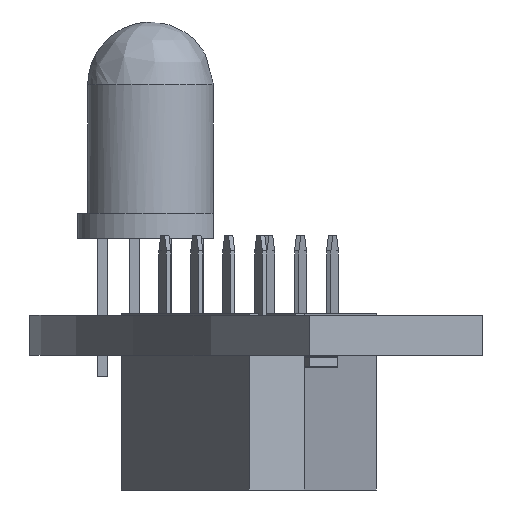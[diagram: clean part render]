
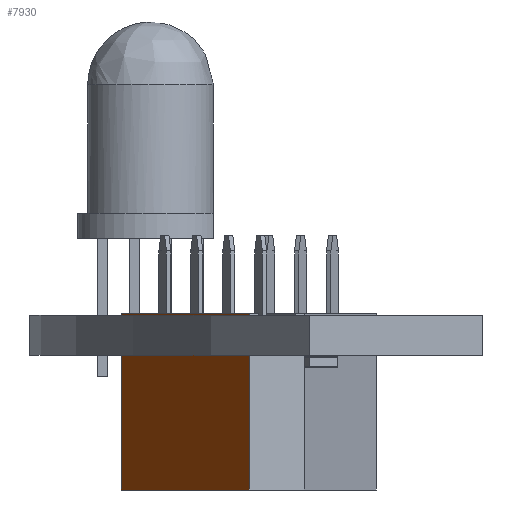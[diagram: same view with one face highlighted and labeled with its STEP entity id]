
A CAD part, left-side view. The second image highlights one B-rep face of the part: STEP entity #7930.
In plain terms, the highlighted free-form (B-spline) face has degree [1, 1] with [2, 2] control points.
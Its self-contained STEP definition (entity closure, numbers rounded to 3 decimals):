
#7930 = ADVANCED_FACE('',(#7931),#7944,.F.);
#7931 = FACE_BOUND('',#7932,.F.);
#7932 = EDGE_LOOP('',(#7933,#7965,#7990,#8015));
#7933 = ORIENTED_EDGE('',*,*,#7934,.T.);
#7934 = EDGE_CURVE('',#7935,#7937,#7939,.T.);
#7935 = VERTEX_POINT('',#7936);
#7936 = CARTESIAN_POINT('',(1.27,-8.89,0.));
#7937 = VERTEX_POINT('',#7938);
#7938 = CARTESIAN_POINT('',(1.27,-8.89,7.));
#7939 = SURFACE_CURVE('',#7940,(#7943,#7954),.PCURVE_S1.);
#7940 = B_SPLINE_CURVE_WITH_KNOTS('',1,(#7941,#7942),.UNSPECIFIED.,.F.,
  .F.,(2,2),(0.,7.),.PIECEWISE_BEZIER_KNOTS.);
#7941 = CARTESIAN_POINT('',(1.27,-8.89,0.));
#7942 = CARTESIAN_POINT('',(1.27,-8.89,7.));
#7943 = PCURVE('',#7944,#7949);
#7944 = B_SPLINE_SURFACE_WITH_KNOTS('',1,1,(
    (#7945,#7946)
    ,(#7947,#7948
    )),.UNSPECIFIED.,.F.,.F.,.F.,(2,2),(2,2),(0.,10.16),(-7.,0.),
  .PIECEWISE_BEZIER_KNOTS.);
#7945 = CARTESIAN_POINT('',(1.27,-8.89,7.));
#7946 = CARTESIAN_POINT('',(1.27,-8.89,0.));
#7947 = CARTESIAN_POINT('',(1.27,1.27,7.));
#7948 = CARTESIAN_POINT('',(1.27,1.27,0.));
#7949 = DEFINITIONAL_REPRESENTATION('',(#7950),#7953);
#7950 = B_SPLINE_CURVE_WITH_KNOTS('',1,(#7951,#7952),.UNSPECIFIED.,.F.,
  .F.,(2,2),(0.,7.),.PIECEWISE_BEZIER_KNOTS.);
#7951 = CARTESIAN_POINT('',(0.,0.));
#7952 = CARTESIAN_POINT('',(0.,-7.));
#7953 = ( GEOMETRIC_REPRESENTATION_CONTEXT(2) 
PARAMETRIC_REPRESENTATION_CONTEXT() REPRESENTATION_CONTEXT('2D SPACE',''
  ) );
#7954 = PCURVE('',#7955,#7960);
#7955 = B_SPLINE_SURFACE_WITH_KNOTS('',1,1,(
    (#7956,#7957)
    ,(#7958,#7959
    )),.UNSPECIFIED.,.F.,.F.,.F.,(2,2),(2,2),(0.,2.54),(-7.,0.),
  .PIECEWISE_BEZIER_KNOTS.);
#7956 = CARTESIAN_POINT('',(-1.27,-8.89,7.));
#7957 = CARTESIAN_POINT('',(-1.27,-8.89,0.));
#7958 = CARTESIAN_POINT('',(1.27,-8.89,7.));
#7959 = CARTESIAN_POINT('',(1.27,-8.89,0.));
#7960 = DEFINITIONAL_REPRESENTATION('',(#7961),#7964);
#7961 = B_SPLINE_CURVE_WITH_KNOTS('',1,(#7962,#7963),.UNSPECIFIED.,.F.,
  .F.,(2,2),(0.,7.),.PIECEWISE_BEZIER_KNOTS.);
#7962 = CARTESIAN_POINT('',(2.54,0.));
#7963 = CARTESIAN_POINT('',(2.54,-7.));
#7964 = ( GEOMETRIC_REPRESENTATION_CONTEXT(2) 
PARAMETRIC_REPRESENTATION_CONTEXT() REPRESENTATION_CONTEXT('2D SPACE',''
  ) );
#7965 = ORIENTED_EDGE('',*,*,#7966,.T.);
#7966 = EDGE_CURVE('',#7937,#7967,#7969,.T.);
#7967 = VERTEX_POINT('',#7968);
#7968 = CARTESIAN_POINT('',(1.27,1.27,7.));
#7969 = SURFACE_CURVE('',#7970,(#7973,#7979),.PCURVE_S1.);
#7970 = B_SPLINE_CURVE_WITH_KNOTS('',1,(#7971,#7972),.UNSPECIFIED.,.F.,
  .F.,(2,2),(0.,10.16),.PIECEWISE_BEZIER_KNOTS.);
#7971 = CARTESIAN_POINT('',(1.27,-8.89,7.));
#7972 = CARTESIAN_POINT('',(1.27,1.27,7.));
#7973 = PCURVE('',#7944,#7974);
#7974 = DEFINITIONAL_REPRESENTATION('',(#7975),#7978);
#7975 = B_SPLINE_CURVE_WITH_KNOTS('',1,(#7976,#7977),.UNSPECIFIED.,.F.,
  .F.,(2,2),(0.,10.16),.PIECEWISE_BEZIER_KNOTS.);
#7976 = CARTESIAN_POINT('',(0.,-7.));
#7977 = CARTESIAN_POINT('',(10.16,-7.));
#7978 = ( GEOMETRIC_REPRESENTATION_CONTEXT(2) 
PARAMETRIC_REPRESENTATION_CONTEXT() REPRESENTATION_CONTEXT('2D SPACE',''
  ) );
#7979 = PCURVE('',#7980,#7985);
#7980 = B_SPLINE_SURFACE_WITH_KNOTS('',1,1,(
    (#7981,#7982)
    ,(#7983,#7984)),.UNSPECIFIED.,.F.,.F.,.F.,(2,2),(2,2),(-10.16,0.),(
    0.,2.54),.PIECEWISE_BEZIER_KNOTS.);
#7981 = CARTESIAN_POINT('',(1.27,1.27,7.));
#7982 = CARTESIAN_POINT('',(-1.27,1.27,7.));
#7983 = CARTESIAN_POINT('',(1.27,-8.89,7.));
#7984 = CARTESIAN_POINT('',(-1.27,-8.89,7.));
#7985 = DEFINITIONAL_REPRESENTATION('',(#7986),#7989);
#7986 = B_SPLINE_CURVE_WITH_KNOTS('',1,(#7987,#7988),.UNSPECIFIED.,.F.,
  .F.,(2,2),(0.,10.16),.PIECEWISE_BEZIER_KNOTS.);
#7987 = CARTESIAN_POINT('',(0.,0.));
#7988 = CARTESIAN_POINT('',(-10.16,0.));
#7989 = ( GEOMETRIC_REPRESENTATION_CONTEXT(2) 
PARAMETRIC_REPRESENTATION_CONTEXT() REPRESENTATION_CONTEXT('2D SPACE',''
  ) );
#7990 = ORIENTED_EDGE('',*,*,#7991,.F.);
#7991 = EDGE_CURVE('',#7992,#7967,#7994,.T.);
#7992 = VERTEX_POINT('',#7993);
#7993 = CARTESIAN_POINT('',(1.27,1.27,0.));
#7994 = SURFACE_CURVE('',#7995,(#7998,#8004),.PCURVE_S1.);
#7995 = B_SPLINE_CURVE_WITH_KNOTS('',1,(#7996,#7997),.UNSPECIFIED.,.F.,
  .F.,(2,2),(0.,7.),.PIECEWISE_BEZIER_KNOTS.);
#7996 = CARTESIAN_POINT('',(1.27,1.27,0.));
#7997 = CARTESIAN_POINT('',(1.27,1.27,7.));
#7998 = PCURVE('',#7944,#7999);
#7999 = DEFINITIONAL_REPRESENTATION('',(#8000),#8003);
#8000 = B_SPLINE_CURVE_WITH_KNOTS('',1,(#8001,#8002),.UNSPECIFIED.,.F.,
  .F.,(2,2),(0.,7.),.PIECEWISE_BEZIER_KNOTS.);
#8001 = CARTESIAN_POINT('',(10.16,0.));
#8002 = CARTESIAN_POINT('',(10.16,-7.));
#8003 = ( GEOMETRIC_REPRESENTATION_CONTEXT(2) 
PARAMETRIC_REPRESENTATION_CONTEXT() REPRESENTATION_CONTEXT('2D SPACE',''
  ) );
#8004 = PCURVE('',#8005,#8010);
#8005 = B_SPLINE_SURFACE_WITH_KNOTS('',1,1,(
    (#8006,#8007)
    ,(#8008,#8009
    )),.UNSPECIFIED.,.F.,.F.,.F.,(2,2),(2,2),(0.,2.54),(-7.,0.),
  .PIECEWISE_BEZIER_KNOTS.);
#8006 = CARTESIAN_POINT('',(1.27,1.27,7.));
#8007 = CARTESIAN_POINT('',(1.27,1.27,0.));
#8008 = CARTESIAN_POINT('',(-1.27,1.27,7.));
#8009 = CARTESIAN_POINT('',(-1.27,1.27,0.));
#8010 = DEFINITIONAL_REPRESENTATION('',(#8011),#8014);
#8011 = B_SPLINE_CURVE_WITH_KNOTS('',1,(#8012,#8013),.UNSPECIFIED.,.F.,
  .F.,(2,2),(0.,7.),.PIECEWISE_BEZIER_KNOTS.);
#8012 = CARTESIAN_POINT('',(0.,0.));
#8013 = CARTESIAN_POINT('',(0.,-7.));
#8014 = ( GEOMETRIC_REPRESENTATION_CONTEXT(2) 
PARAMETRIC_REPRESENTATION_CONTEXT() REPRESENTATION_CONTEXT('2D SPACE',''
  ) );
#8015 = ORIENTED_EDGE('',*,*,#8016,.F.);
#8016 = EDGE_CURVE('',#7935,#7992,#8017,.T.);
#8017 = SURFACE_CURVE('',#8018,(#8021,#8027),.PCURVE_S1.);
#8018 = B_SPLINE_CURVE_WITH_KNOTS('',1,(#8019,#8020),.UNSPECIFIED.,.F.,
  .F.,(2,2),(0.,10.16),.PIECEWISE_BEZIER_KNOTS.);
#8019 = CARTESIAN_POINT('',(1.27,-8.89,0.));
#8020 = CARTESIAN_POINT('',(1.27,1.27,0.));
#8021 = PCURVE('',#7944,#8022);
#8022 = DEFINITIONAL_REPRESENTATION('',(#8023),#8026);
#8023 = B_SPLINE_CURVE_WITH_KNOTS('',1,(#8024,#8025),.UNSPECIFIED.,.F.,
  .F.,(2,2),(0.,10.16),.PIECEWISE_BEZIER_KNOTS.);
#8024 = CARTESIAN_POINT('',(0.,0.));
#8025 = CARTESIAN_POINT('',(10.16,0.));
#8026 = ( GEOMETRIC_REPRESENTATION_CONTEXT(2) 
PARAMETRIC_REPRESENTATION_CONTEXT() REPRESENTATION_CONTEXT('2D SPACE',''
  ) );
#8027 = PCURVE('',#8028,#8033);
#8028 = B_SPLINE_SURFACE_WITH_KNOTS('',1,1,(
    (#8029,#8030)
    ,(#8031,#8032)),.UNSPECIFIED.,.F.,.F.,.F.,(2,2),(2,2),(-10.16,0.),(
    0.,0.423),.PIECEWISE_BEZIER_KNOTS.);
#8029 = CARTESIAN_POINT('',(1.27,1.27,0.));
#8030 = CARTESIAN_POINT('',(0.847,1.27,0.));
#8031 = CARTESIAN_POINT('',(1.27,-8.89,0.));
#8032 = CARTESIAN_POINT('',(0.847,-8.89,0.));
#8033 = DEFINITIONAL_REPRESENTATION('',(#8034),#8037);
#8034 = B_SPLINE_CURVE_WITH_KNOTS('',1,(#8035,#8036),.UNSPECIFIED.,.F.,
  .F.,(2,2),(0.,10.16),.PIECEWISE_BEZIER_KNOTS.);
#8035 = CARTESIAN_POINT('',(0.,0.));
#8036 = CARTESIAN_POINT('',(-10.16,0.));
#8037 = ( GEOMETRIC_REPRESENTATION_CONTEXT(2) 
PARAMETRIC_REPRESENTATION_CONTEXT() REPRESENTATION_CONTEXT('2D SPACE',''
  ) );
